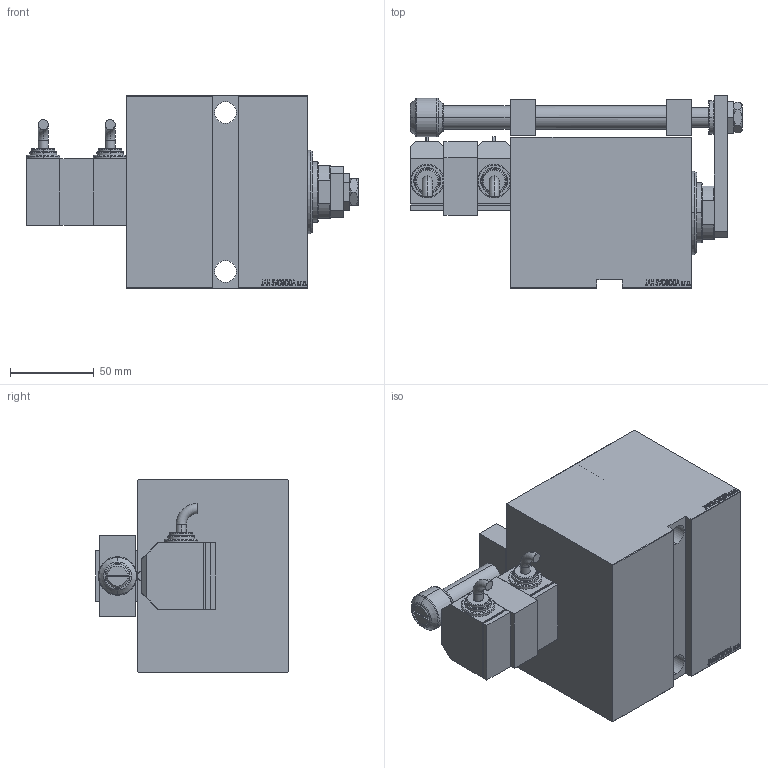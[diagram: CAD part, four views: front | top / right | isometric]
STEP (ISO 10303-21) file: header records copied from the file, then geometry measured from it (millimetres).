
FILE_DESCRIPTION (( 'STEP AP203' ), '1' );
FILE_NAME ('c625.STEP', '2024-02-12T14:16:14', ( '' ), ( '' ), 'SwSTEP 2.0', 'SolidWorks 2019', '' );
FILE_SCHEMA (( 'CONFIG_CONTROL_DESIGN' ));
Length unit declared in the file: millimetre
Products named in the file (13): c625; TYC_P fdae5060e0f2c996b3ba597537c971f4; V450CM_VC_B fdae5060e0f2c996b3ba597537c971f4; NUT_D16 fdae5060e0f2c996b3ba597537c971f4; V450CM_E_VCP fdae5060e0f2c996b3ba597537c971f4; SWITCH_P_FRONT_BACK fdae5060e0f2c996b3ba597537c971f4; MIDDLE fdae5060e0f2c996b3ba597537c971f4; SWITCH P fdae5060e0f2c996b3ba597537c971f4; V450CM_E_Body fdae5060e0f2c996b3ba597537c971f4; KROUZEK_PRO_TYC fdae5060e0f2c996b3ba597537c971f4; ZARAZKA_P fdae5060e0f2c996b3ba597537c971f4; NUT_D19_P fdae5060e0f2c996b3ba597537c971f4; SWITCH DIM W_B fdae5060e0f2c996b3ba597537c971f4
Assembly tree (14 placements, depth 2):
  c625
    V450CM_E_Body fdae5060e0f2c996b3ba597537c971f4
    V450CM_E_VCP fdae5060e0f2c996b3ba597537c971f4
    V450CM_VC_B fdae5060e0f2c996b3ba597537c971f4
    ZARAZKA_P fdae5060e0f2c996b3ba597537c971f4
    KROUZEK_PRO_TYC fdae5060e0f2c996b3ba597537c971f4
    MIDDLE fdae5060e0f2c996b3ba597537c971f4
    NUT_D16 fdae5060e0f2c996b3ba597537c971f4
    NUT_D19_P fdae5060e0f2c996b3ba597537c971f4
    SWITCH DIM W_B fdae5060e0f2c996b3ba597537c971f4
    SWITCH P fdae5060e0f2c996b3ba597537c971f4  x2
    SWITCH_P_FRONT_BACK fdae5060e0f2c996b3ba597537c971f4  x2
    TYC_P fdae5060e0f2c996b3ba597537c971f4
Bounding box: 198.5 x 115 x 115 mm (x, y, z)
Volume: 1203373.2 mm3; surface area: 181256.2 mm2
Topology: 14 solids, 14 shells, 1070 faces, 2678 edges, 1760 vertices
Faces by surface type: plane 521, bspline 380, cylinder 100, cone 37, torus 32
Entity records: 48440 total; most frequent: CARTESIAN_POINT 25267, ORIENTED_EDGE 5056, DIRECTION 3271, EDGE_CURVE 2528, VERTEX_POINT 1664, LINE 1479, VECTOR 1479, EDGE_LOOP 1148
